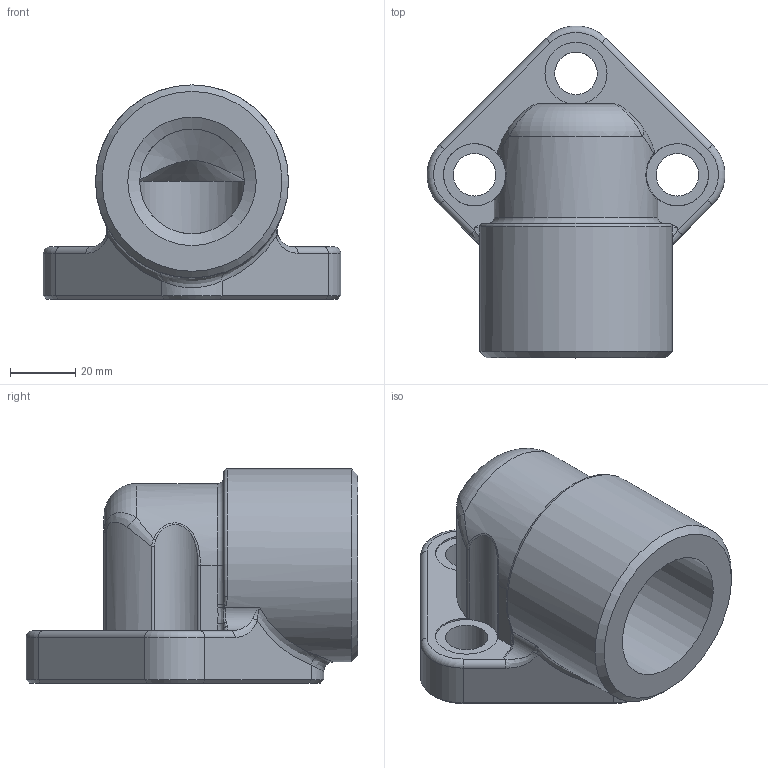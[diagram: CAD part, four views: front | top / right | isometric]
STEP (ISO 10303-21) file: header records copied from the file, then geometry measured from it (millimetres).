
FILE_DESCRIPTION(/* description */ ('Unknown'),/* implementation_level */ '2;1');
FILE_NAME(/* name */ 'AF.02410-001',/* time_stamp */ '2023-07-24T10:24:05+02:00',/* author */ ('Unknown'),/* organization */ ('Unknown'),/* preprocessor_version */ 'ST-DEVELOPER v18.102',/* originating_system */ 'Solid Edge',/* authorisation */ 'Unknown');
FILE_SCHEMA (('AUTOMOTIVE_DESIGN {1 0 10303 214 3 1 1}'));
Length unit declared in the file: millimetre
Products named in the file (2): 869_RPA35-114M12-SZ; RPA35-114M12-SZ
Assembly tree (1 placements, depth 2):
  869_RPA35-114M12-SZ
    RPA35-114M12-SZ
Bounding box: 90.95 x 101.48 x 65.5 mm (x, y, z)
Volume: 156845.3 mm3; surface area: 35444.6 mm2
Topology: 1 solids, 1 shells, 107 faces, 261 edges, 156 vertices
Faces by surface type: cylinder 39, plane 23, bspline 23, torus 12, cone 10
Full cylindrical faces by diameter (mm): 13 x3, 19 x3, 32 x1, 33.3 x1, 36 x1, 39.25 x1, 45 x1, 59 x1
Entity records: 4496 total; most frequent: CARTESIAN_POINT 2245, ORIENTED_EDGE 460, DIRECTION 427, EDGE_CURVE 230, AXIS2_PLACEMENT_3D 181, VERTEX_POINT 145, EDGE_LOOP 135, FACE_BOUND 135
